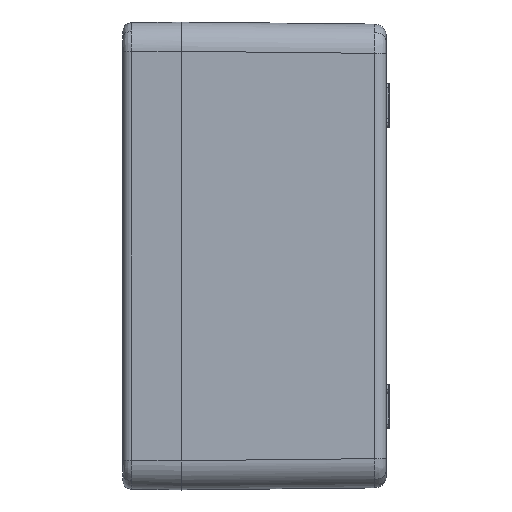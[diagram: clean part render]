
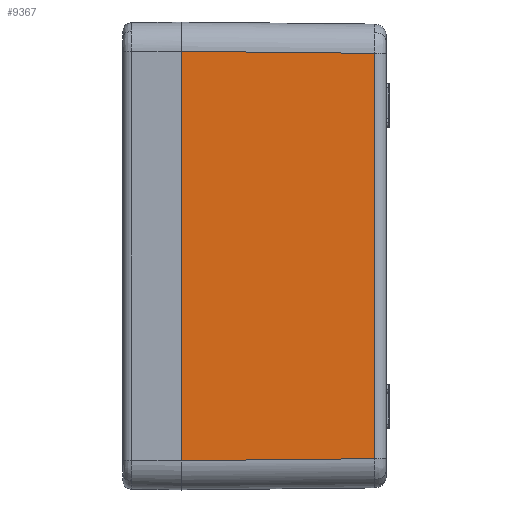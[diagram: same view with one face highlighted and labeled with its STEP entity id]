
A CAD part, left-side view. The second image highlights one B-rep face of the part: STEP entity #9367.
In plain terms, the highlighted planar face has unit normal (-1, -0.011, 0).
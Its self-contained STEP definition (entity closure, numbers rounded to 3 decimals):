
#803=LINE('',#16910,#1259);
#900=LINE('',#18305,#1356);
#901=LINE('',#18306,#1357);
#902=LINE('',#18307,#1358);
#1259=VECTOR('',#12823,1000.);
#1356=VECTOR('',#13028,1000.);
#1357=VECTOR('',#13029,1000.);
#1358=VECTOR('',#13030,1000.);
#1561=PLANE('',#10538);
#2202=FACE_OUTER_BOUND('',#2944,.T.);
#2944=EDGE_LOOP('',(#7845,#7846,#7847,#7848));
#4486=VERTEX_POINT('',#16439);
#4581=VERTEX_POINT('',#16908);
#4582=VERTEX_POINT('',#16909);
#4690=VERTEX_POINT('',#18304);
#5655=EDGE_CURVE('',#4581,#4582,#803,.T.);
#5822=EDGE_CURVE('',#4581,#4690,#900,.T.);
#5823=EDGE_CURVE('',#4690,#4486,#901,.T.);
#5824=EDGE_CURVE('',#4486,#4582,#902,.T.);
#7845=ORIENTED_EDGE('',*,*,#5822,.T.);
#7846=ORIENTED_EDGE('',*,*,#5823,.T.);
#7847=ORIENTED_EDGE('',*,*,#5824,.T.);
#7848=ORIENTED_EDGE('',*,*,#5655,.F.);
#9367=ADVANCED_FACE('',(#2202),#1561,.T.);
#10538=AXIS2_PLACEMENT_3D('',#18303,#13026,#13027);
#12823=DIRECTION('',(0.,0.,1.));
#13026=DIRECTION('center_axis',(-1.,-0.01,
0.));
#13027=DIRECTION('ref_axis',(0.01,-1.,0.));
#13028=DIRECTION('',(0.01,-1.,0.01));
#13029=DIRECTION('',(0.,0.,1.));
#13030=DIRECTION('',(-0.01,1.,0.01));
#16439=CARTESIAN_POINT('',(-179.282,-66.542,69.283));
#16908=CARTESIAN_POINT('',(-179.974,-0.5,-69.974));
#16909=CARTESIAN_POINT('',(-179.974,-0.5,69.974));
#16910=CARTESIAN_POINT('',(-179.974,-0.5,-80.));
#18303=CARTESIAN_POINT('Origin',(-180.,2.,-80.));
#18304=CARTESIAN_POINT('',(-179.282,-66.542,-69.283));
#18305=CARTESIAN_POINT('',(-180.001,2.105,-70.002));
#18306=CARTESIAN_POINT('',(-179.282,-66.542,69.241));
#18307=CARTESIAN_POINT('',(-179.984,0.429,69.984));
